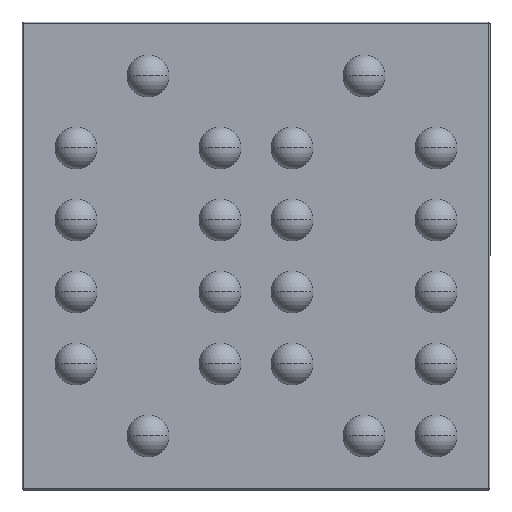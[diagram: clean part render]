
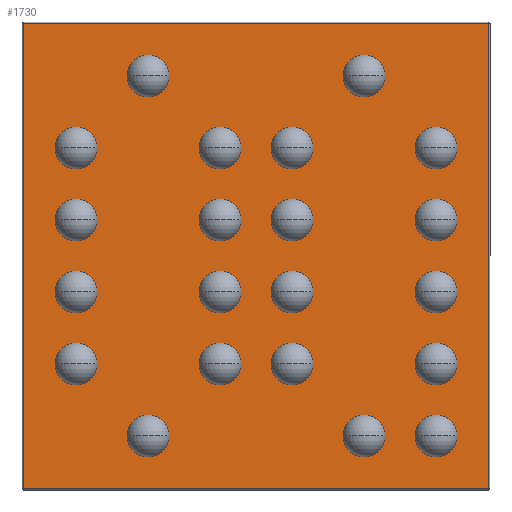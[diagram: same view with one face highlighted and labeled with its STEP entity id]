
A CAD part, front view. The second image highlights one B-rep face of the part: STEP entity #1730.
In plain terms, the highlighted planar face has unit normal (0, -1, 0).
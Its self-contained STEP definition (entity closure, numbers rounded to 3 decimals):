
#155 = EDGE_CURVE ( 'NONE', #377, #3069, #3338, .T. ) ;
#180 = LINE ( 'NONE', #343, #2476 ) ;
#201 = ORIENTED_EDGE ( 'NONE', *, *, #1151, .T. ) ;
#311 = FACE_OUTER_BOUND ( 'NONE', #1029, .T. ) ;
#343 = CARTESIAN_POINT ( 'NONE',  ( 0., 0.115, 1.615 ) ) ;
#377 = VERTEX_POINT ( 'NONE', #3213 ) ;
#462 = CARTESIAN_POINT ( 'NONE',  ( -1.615, 0.115, -1.615 ) ) ;
#485 = ORIENTED_EDGE ( 'NONE', *, *, #155, .T. ) ;
#612 = PLANE ( 'NONE',  #2277 ) ;
#695 = VECTOR ( 'NONE', #2022, 1000. ) ;
#739 = EDGE_CURVE ( 'NONE', #1443, #2418, #2756, .T. ) ;
#741 = VECTOR ( 'NONE', #2078, 1000. ) ;
#807 = EDGE_CURVE ( 'NONE', #2418, #377, #1018, .T. ) ;
#1006 = CARTESIAN_POINT ( 'NONE',  ( 0., 0.115, -1.615 ) ) ;
#1018 = LINE ( 'NONE', #1006, #695 ) ;
#1029 = EDGE_LOOP ( 'NONE', ( #2775, #2077, #485, #201 ) ) ;
#1049 = CARTESIAN_POINT ( 'NONE',  ( 1.615, 0.115, 0. ) ) ;
#1151 = EDGE_CURVE ( 'NONE', #3069, #1443, #180, .T. ) ;
#1443 = VERTEX_POINT ( 'NONE', #2537 ) ;
#1730 = ADVANCED_FACE ( 'NONE', ( #311 ), #612, .F. ) ;
#1759 = CARTESIAN_POINT ( 'NONE',  ( -1.615, 0.115, 0. ) ) ;
#2022 = DIRECTION ( 'NONE',  ( 1., 0., 0. ) ) ;
#2027 = VECTOR ( 'NONE', #3308, 1000. ) ;
#2077 = ORIENTED_EDGE ( 'NONE', *, *, #807, .T. ) ;
#2078 = DIRECTION ( 'NONE',  ( 0., 0., 1. ) ) ;
#2277 = AXIS2_PLACEMENT_3D ( 'NONE', #2963, #2423, #3229 ) ;
#2418 = VERTEX_POINT ( 'NONE', #462 ) ;
#2423 = DIRECTION ( 'NONE',  ( 0., 1., 0. ) ) ;
#2476 = VECTOR ( 'NONE', #2624, 1000. ) ;
#2537 = CARTESIAN_POINT ( 'NONE',  ( -1.615, 0.115, 1.615 ) ) ;
#2583 = CARTESIAN_POINT ( 'NONE',  ( 1.615, 0.115, 1.615 ) ) ;
#2624 = DIRECTION ( 'NONE',  ( -1., 0., 0. ) ) ;
#2756 = LINE ( 'NONE', #1759, #2027 ) ;
#2775 = ORIENTED_EDGE ( 'NONE', *, *, #739, .T. ) ;
#2963 = CARTESIAN_POINT ( 'NONE',  ( 0., 0.115, 0. ) ) ;
#3069 = VERTEX_POINT ( 'NONE', #2583 ) ;
#3213 = CARTESIAN_POINT ( 'NONE',  ( 1.615, 0.115, -1.615 ) ) ;
#3229 = DIRECTION ( 'NONE',  ( 0., 0., 1. ) ) ;
#3308 = DIRECTION ( 'NONE',  ( 0., 0., -1. ) ) ;
#3338 = LINE ( 'NONE', #1049, #741 ) ;
